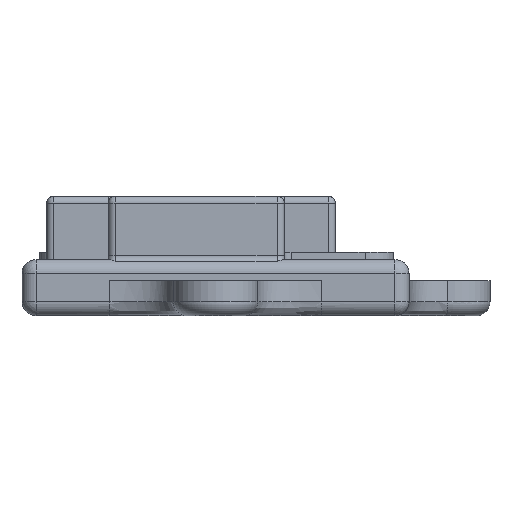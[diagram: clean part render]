
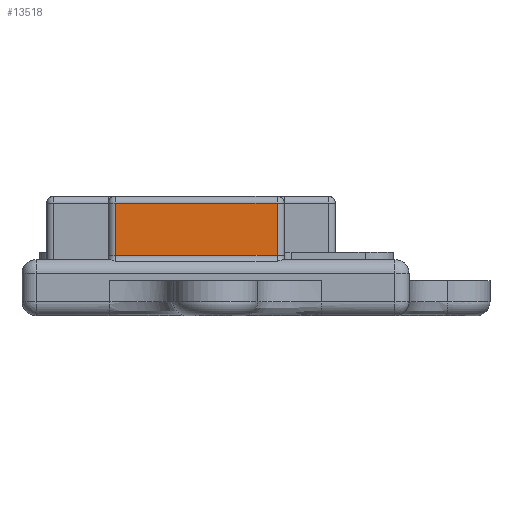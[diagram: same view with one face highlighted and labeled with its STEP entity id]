
A CAD part, left-side view. The second image highlights one B-rep face of the part: STEP entity #13518.
In plain terms, the highlighted planar face has unit normal (-1, 0, 0).
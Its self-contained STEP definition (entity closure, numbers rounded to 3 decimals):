
#390=PLANE('',#14232);
#793=FACE_OUTER_BOUND('',#1587,.T.);
#1587=EDGE_LOOP('',(#9814,#9815,#9816,#9817));
#2514=LINE('',#19796,#3635);
#2515=LINE('',#19798,#3636);
#2517=LINE('',#19820,#3638);
#2520=LINE('',#19846,#3641);
#3635=VECTOR('',#15135,10.);
#3636=VECTOR('',#15138,10.);
#3638=VECTOR('',#15146,10.);
#3641=VECTOR('',#15159,10.);
#5653=VERTEX_POINT('',#19778);
#5655=VERTEX_POINT('',#19784);
#5657=VERTEX_POINT('',#19794);
#5660=VERTEX_POINT('',#19819);
#7203=EDGE_CURVE('',#5657,#5655,#2514,.T.);
#7204=EDGE_CURVE('',#5655,#5653,#2515,.T.);
#7209=EDGE_CURVE('',#5653,#5660,#2517,.T.);
#7217=EDGE_CURVE('',#5660,#5657,#2520,.T.);
#9814=ORIENTED_EDGE('',*,*,#7204,.F.);
#9815=ORIENTED_EDGE('',*,*,#7203,.F.);
#9816=ORIENTED_EDGE('',*,*,#7217,.F.);
#9817=ORIENTED_EDGE('',*,*,#7209,.F.);
#13518=ADVANCED_FACE('',(#793),#390,.T.);
#14232=AXIS2_PLACEMENT_3D('',#19847,#15160,#15161);
#15135=DIRECTION('',(0.,0.,1.));
#15138=DIRECTION('',(0.,-1.,0.));
#15146=DIRECTION('',(0.,0.,-1.));
#15159=DIRECTION('',(0.,1.,0.));
#15160=DIRECTION('center_axis',(-1.,0.,0.));
#15161=DIRECTION('ref_axis',(0.,-1.,0.));
#19778=CARTESIAN_POINT('',(-53.5,-8.75,16.));
#19784=CARTESIAN_POINT('',(-53.5,14.25,16.));
#19794=CARTESIAN_POINT('',(-53.5,14.25,8.598));
#19796=CARTESIAN_POINT('',(-53.5,14.25,8.));
#19798=CARTESIAN_POINT('',(-53.5,9.,16.));
#19819=CARTESIAN_POINT('',(-53.5,-8.75,8.598));
#19820=CARTESIAN_POINT('',(-53.5,-8.75,8.));
#19846=CARTESIAN_POINT('',(-53.5,13.75,8.598));
#19847=CARTESIAN_POINT('Origin',(-53.5,15.25,8.));
